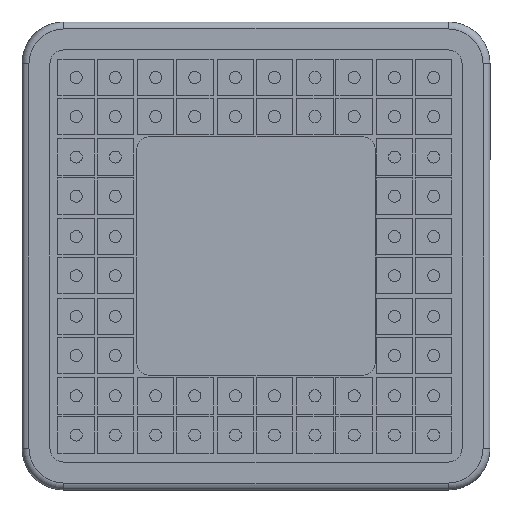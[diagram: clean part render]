
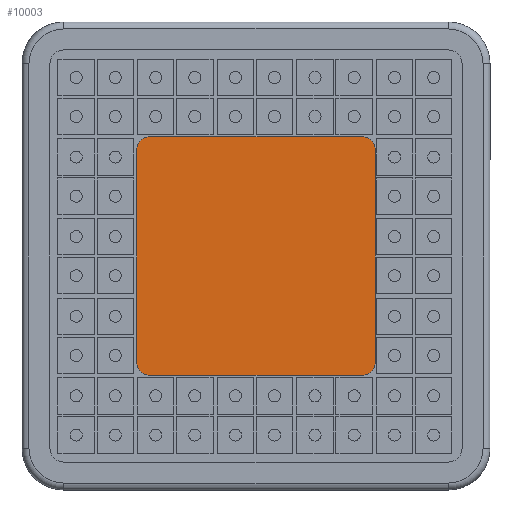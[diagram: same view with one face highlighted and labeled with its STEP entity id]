
A CAD part, front view. The second image highlights one B-rep face of the part: STEP entity #10003.
In plain terms, the highlighted planar face has unit normal (0, -1, 0).
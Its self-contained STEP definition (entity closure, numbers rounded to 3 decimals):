
#736 = LINE ( 'NONE', #19216, #34880 ) ;
#1191 = CIRCLE ( 'NONE', #18131, 10. ) ;
#2272 = DIRECTION ( 'NONE',  ( -1., 0., 0. ) ) ;
#3532 = CIRCLE ( 'NONE', #15557, 10. ) ;
#3536 = EDGE_CURVE ( 'NONE', #9129, #10854, #1191, .T. ) ;
#3762 = CARTESIAN_POINT ( 'NONE',  ( 197.732, 0., -202.372 ) ) ;
#4443 = DIRECTION ( 'NONE',  ( 0., 0., 1. ) ) ;
#4797 = EDGE_CURVE ( 'NONE', #8480, #26406, #22219, .T. ) ;
#5077 = VECTOR ( 'NONE', #4443, 1000. ) ;
#5346 = CARTESIAN_POINT ( 'NONE',  ( 46.732, 0., -192.372 ) ) ;
#5851 = EDGE_LOOP ( 'NONE', ( #12485, #20257, #28921, #23155, #12505, #18124, #23291, #27342 ) ) ;
#6401 = CARTESIAN_POINT ( 'NONE',  ( 36.732, 0., -31.372 ) ) ;
#7146 = CARTESIAN_POINT ( 'NONE',  ( 207.732, 0., -31.372 ) ) ;
#7221 = PLANE ( 'NONE',  #18643 ) ;
#7547 = DIRECTION ( 'NONE',  ( 0., -1., 0. ) ) ;
#7839 = AXIS2_PLACEMENT_3D ( 'NONE', #23689, #7547, #26404 ) ;
#8036 = DIRECTION ( 'NONE',  ( 0., 0., 1. ) ) ;
#8261 = VERTEX_POINT ( 'NONE', #27904 ) ;
#8480 = VERTEX_POINT ( 'NONE', #28684 ) ;
#9117 = CARTESIAN_POINT ( 'NONE',  ( 46.732, 0., -41.372 ) ) ;
#9129 = VERTEX_POINT ( 'NONE', #32176 ) ;
#9639 = LINE ( 'NONE', #18370, #23978 ) ;
#9917 = DIRECTION ( 'NONE',  ( 0., 0., 1. ) ) ;
#10003 = ADVANCED_FACE ( 'NONE', ( #24994 ), #7221, .F. ) ;
#10854 = VERTEX_POINT ( 'NONE', #16562 ) ;
#11813 = DIRECTION ( 'NONE',  ( 0., 0., 1. ) ) ;
#12485 = ORIENTED_EDGE ( 'NONE', *, *, #27611, .T. ) ;
#12505 = ORIENTED_EDGE ( 'NONE', *, *, #26858, .T. ) ;
#13059 = LINE ( 'NONE', #7146, #5077 ) ;
#13109 = CARTESIAN_POINT ( 'NONE',  ( 197.732, 0., -31.372 ) ) ;
#13757 = DIRECTION ( 'NONE',  ( 0., -1., 0. ) ) ;
#13917 = AXIS2_PLACEMENT_3D ( 'NONE', #5346, #24193, #8036 ) ;
#14015 = EDGE_CURVE ( 'NONE', #24180, #8261, #16447, .T. ) ;
#14481 = DIRECTION ( 'NONE',  ( 0., 0., -1. ) ) ;
#15159 = CARTESIAN_POINT ( 'NONE',  ( 46.732, 0., -202.372 ) ) ;
#15203 = CARTESIAN_POINT ( 'NONE',  ( 0., 0., 0. ) ) ;
#15557 = AXIS2_PLACEMENT_3D ( 'NONE', #29936, #13757, #32636 ) ;
#16447 = CIRCLE ( 'NONE', #7839, 10. ) ;
#16562 = CARTESIAN_POINT ( 'NONE',  ( 36.732, 0., -41.372 ) ) ;
#18124 = ORIENTED_EDGE ( 'NONE', *, *, #25634, .T. ) ;
#18131 = AXIS2_PLACEMENT_3D ( 'NONE', #9117, #27977, #11813 ) ;
#18370 = CARTESIAN_POINT ( 'NONE',  ( 36.732, 0., -31.372 ) ) ;
#18643 = AXIS2_PLACEMENT_3D ( 'NONE', #15203, #26093, #9917 ) ;
#18918 = VECTOR ( 'NONE', #14481, 1000. ) ;
#19216 = CARTESIAN_POINT ( 'NONE',  ( 36.732, 0., -202.372 ) ) ;
#20257 = ORIENTED_EDGE ( 'NONE', *, *, #4797, .T. ) ;
#21893 = DIRECTION ( 'NONE',  ( 1., 0., 0. ) ) ;
#22219 = CIRCLE ( 'NONE', #13917, 10. ) ;
#22258 = VERTEX_POINT ( 'NONE', #31517 ) ;
#23155 = ORIENTED_EDGE ( 'NONE', *, *, #14015, .T. ) ;
#23291 = ORIENTED_EDGE ( 'NONE', *, *, #33124, .T. ) ;
#23689 = CARTESIAN_POINT ( 'NONE',  ( 197.732, 0., -192.372 ) ) ;
#23978 = VECTOR ( 'NONE', #2272, 1000. ) ;
#24180 = VERTEX_POINT ( 'NONE', #3762 ) ;
#24193 = DIRECTION ( 'NONE',  ( 0., -1., 0. ) ) ;
#24981 = VERTEX_POINT ( 'NONE', #13109 ) ;
#24994 = FACE_OUTER_BOUND ( 'NONE', #5851, .T. ) ;
#25634 = EDGE_CURVE ( 'NONE', #22258, #24981, #3532, .T. ) ;
#26093 = DIRECTION ( 'NONE',  ( 0., 1., 0. ) ) ;
#26108 = LINE ( 'NONE', #6401, #18918 ) ;
#26404 = DIRECTION ( 'NONE',  ( 0., 0., 1. ) ) ;
#26406 = VERTEX_POINT ( 'NONE', #15159 ) ;
#26858 = EDGE_CURVE ( 'NONE', #8261, #22258, #13059, .T. ) ;
#27342 = ORIENTED_EDGE ( 'NONE', *, *, #3536, .T. ) ;
#27611 = EDGE_CURVE ( 'NONE', #10854, #8480, #26108, .T. ) ;
#27904 = CARTESIAN_POINT ( 'NONE',  ( 207.732, 0., -192.372 ) ) ;
#27977 = DIRECTION ( 'NONE',  ( 0., -1., 0. ) ) ;
#28684 = CARTESIAN_POINT ( 'NONE',  ( 36.732, 0., -192.372 ) ) ;
#28921 = ORIENTED_EDGE ( 'NONE', *, *, #30558, .T. ) ;
#29936 = CARTESIAN_POINT ( 'NONE',  ( 197.732, 0., -41.372 ) ) ;
#30558 = EDGE_CURVE ( 'NONE', #26406, #24180, #736, .T. ) ;
#31517 = CARTESIAN_POINT ( 'NONE',  ( 207.732, 0., -41.372 ) ) ;
#32176 = CARTESIAN_POINT ( 'NONE',  ( 46.732, 0., -31.372 ) ) ;
#32636 = DIRECTION ( 'NONE',  ( 0., 0., 1. ) ) ;
#33124 = EDGE_CURVE ( 'NONE', #24981, #9129, #9639, .T. ) ;
#34880 = VECTOR ( 'NONE', #21893, 1000. ) ;
